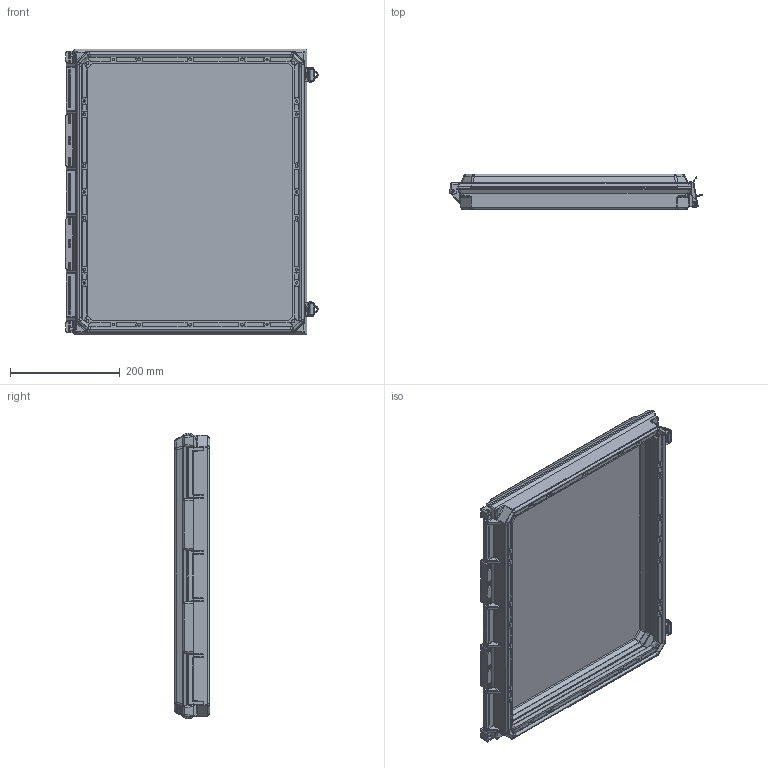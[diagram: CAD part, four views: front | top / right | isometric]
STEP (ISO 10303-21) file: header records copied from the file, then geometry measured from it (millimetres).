
FILE_DESCRIPTION (( 'STEP AP214' ), '1' );
FILE_NAME ('Allied_Moulded_AMHMI206CCL.step', '2019-10-02T18:18:08', ( '' ), ( '' ), 'SwSTEP 2.0', 'SolidWorks 2019', '' );
FILE_SCHEMA (( 'AUTOMOTIVE_DESIGN' ));
Length unit declared in the file: inch
Products named in the file (17): WGF206; WGP206CX; Allied_Moulded_AMHMI206CCL; 70-HMISSLCH316 14380-3; 70-HMISSLCH316 14380-2; WF206_box; 70-HMISSLCH316 14380-5; 70-HMISSLCH316 14380-4; WP206C_GASKET PROFILE; WGF206-GASKET_FIP Profile; 70-HMISSLCH316_Installed Position; WGP206C-GASKET; WP206C_Clear Cover; 70-HMISSLCH316 14380-1; WP206CX; 70-HPIN20316
Assembly tree (24 placements, depth 4):
  Allied_Moulded_AMHMI206CCL
    WGF206
      WF206_box
      WGF206-GASKET_FIP Profile
    70-HMISSLCH316_Installed Position
      70-HMISSLCH316 14380-1
      70-HMISSLCH316 14380-2
      70-HMISSLCH316 14380-3
      70-HMISSLCH316 14380-4
      70-HMISSLCH316 14380-5  x2
    70-HMISSLCH316_Installed Position
      70-HMISSLCH316 14380-1
      70-HMISSLCH316 14380-2
      70-HMISSLCH316 14380-3
      70-HMISSLCH316 14380-4
      70-HMISSLCH316 14380-5  x2
    70-HPIN20316
    WGF206-GASKET_FIP Profile
    WGP206CX
      WP206CX
        WP206C_Clear Cover
      WGP206C-GASKET
        WP206C_GASKET PROFILE
Bounding box: 459.67 x 64.46 x 520.7 mm (x, y, z)
Volume: 4862232 mm3; surface area: 2008027.9 mm2
Topology: 21 solids, 21 shells, 7384 faces, 18406 edges, 11282 vertices
Faces by surface type: plane 2751, bspline 1975, cylinder 1933, sphere 296, cone 232, torus 197
Entity records: 221378 total; most frequent: CARTESIAN_POINT 99210, ORIENTED_EDGE 27934, DIRECTION 21360, EDGE_CURVE 13967, VERTEX_POINT 8534, VECTOR 7228, LINE 7228, AXIS2_PLACEMENT_3D 7066
